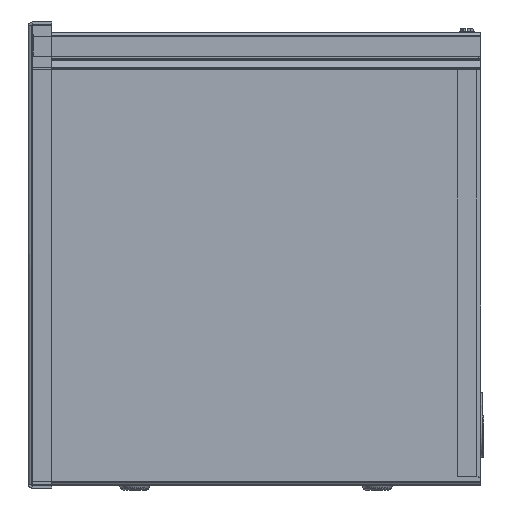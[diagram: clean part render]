
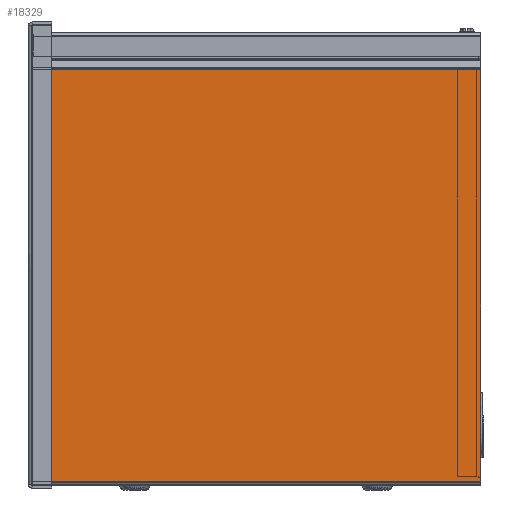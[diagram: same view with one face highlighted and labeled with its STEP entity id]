
A CAD part, left-side view. The second image highlights one B-rep face of the part: STEP entity #18329.
In plain terms, the highlighted planar face has unit normal (-1, 0, 0).
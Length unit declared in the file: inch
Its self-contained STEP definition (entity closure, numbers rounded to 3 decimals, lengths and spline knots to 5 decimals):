
#981=LINE($,#26596,#2434);
#984=LINE($,#26602,#2437);
#992=LINE($,#26625,#2445);
#993=LINE($,#26629,#2446);
#2434=VECTOR($,#21509,12.0625);
#2437=VECTOR($,#21514,11.04841);
#2445=VECTOR($,#21546,12.0625);
#2446=VECTOR($,#21553,11.04841);
#3866=PLANE($,#19493);
#4591=FACE_OUTER_BOUND($,#5689,.T.);
#5689=EDGE_LOOP($,(#12047,#12048,#12049,#12050));
#7630=VERTEX_POINT($,#26584);
#7631=VERTEX_POINT($,#26588);
#7633=VERTEX_POINT($,#26600);
#7636=VERTEX_POINT($,#26624);
#9298=EDGE_CURVE($,#7630,#7631,#981,.T.);
#9301=EDGE_CURVE($,#7633,#7631,#984,.T.);
#9313=EDGE_CURVE($,#7633,#7636,#992,.T.);
#9316=EDGE_CURVE($,#7630,#7636,#993,.T.);
#12047=ORIENTED_EDGE($,*,*,#9298,.T.);
#12048=ORIENTED_EDGE($,*,*,#9301,.F.);
#12049=ORIENTED_EDGE($,*,*,#9313,.T.);
#12050=ORIENTED_EDGE($,*,*,#9316,.F.);
#18329=ADVANCED_FACE($,(#4591),#3866,.F.);
#19493=AXIS2_PLACEMENT_3D($,#26637,#21565,#21566);
#21509=DIRECTION($,(0.,1.,0.));
#21514=DIRECTION($,(0.,0.,1.));
#21546=DIRECTION($,(0.,-1.,0.));
#21553=DIRECTION($,(0.,0.,-1.));
#21565=DIRECTION('center_axis',(1.,0.,0.));
#21566=DIRECTION('ref_axis',(0.,0.,-1.));
#26584=CARTESIAN_POINT('',(-18.0625,-6.03125,11.15366));
#26588=CARTESIAN_POINT('',(-18.0625,6.03125,11.15366));
#26596=CARTESIAN_POINT($,(-18.0625,3.01563,11.15366));
#26600=CARTESIAN_POINT('',(-18.0625,6.03125,0.10525));
#26602=CARTESIAN_POINT($,(-18.0625,6.03125,0.10525));
#26624=CARTESIAN_POINT('',(-18.0625,-6.03125,0.10525));
#26625=CARTESIAN_POINT($,(-18.0625,0.,0.10525));
#26629=CARTESIAN_POINT($,(-18.0625,-6.03125,-0.04012));
#26637=CARTESIAN_POINT('Origin',(-18.0625,0.,5.60378));
